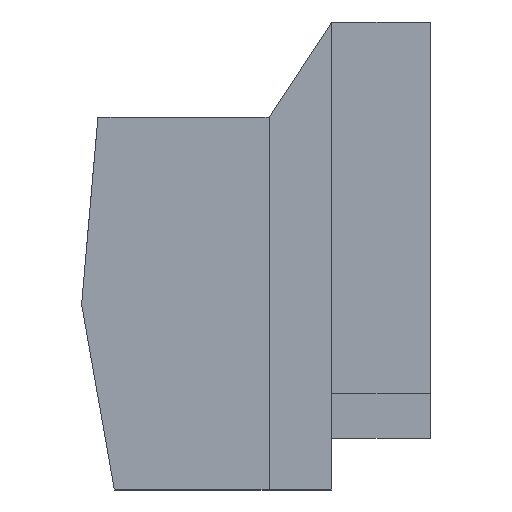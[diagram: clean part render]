
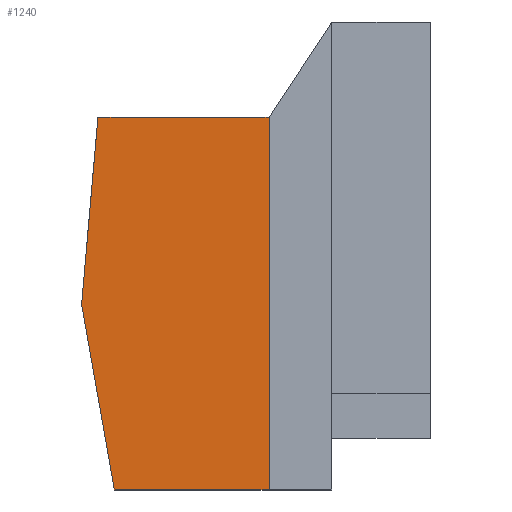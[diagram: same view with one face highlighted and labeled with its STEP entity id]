
A CAD part, front view. The second image highlights one B-rep face of the part: STEP entity #1240.
In plain terms, the highlighted planar face has unit normal (0, -1, 0).
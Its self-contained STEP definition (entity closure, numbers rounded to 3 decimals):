
#106=AXIS2_PLACEMENT_3D('Plane Axis2P3D',#103,#104,#105) ;
#103=CARTESIAN_POINT('Axis2P3D Location',(-27.6,-16.25,78.)) ;
#672=CARTESIAN_POINT('Line Origine',(-37.3,-16.25,34.375)) ;
#676=CARTESIAN_POINT('Vertex',(-37.3,-16.25,5.5)) ;
#678=CARTESIAN_POINT('Vertex',(-37.3,-16.25,63.25)) ;
#718=CARTESIAN_POINT('Vertex',(-47.,-16.25,63.25)) ;
#721=CARTESIAN_POINT('Line Origine',(-42.15,-16.25,63.25)) ;
#1206=CARTESIAN_POINT('Line Origine',(-55.402,-16.25,63.25)) ;
#1210=CARTESIAN_POINT('Vertex',(-63.804,-16.25,63.25)) ;
#1213=CARTESIAN_POINT('Line Origine',(-65.071,-16.25,48.765)) ;
#1217=CARTESIAN_POINT('Vertex',(-66.338,-16.25,34.28)) ;
#1220=CARTESIAN_POINT('Line Origine',(-63.801,-16.25,19.89)) ;
#1224=CARTESIAN_POINT('Vertex',(-61.264,-16.25,5.5)) ;
#1227=CARTESIAN_POINT('Line Origine',(-49.282,-16.25,5.5)) ;
#104=DIRECTION('Axis2P3D Direction',(-0.,1.,0.)) ;
#105=DIRECTION('Axis2P3D XDirection',(1.,0.,0.)) ;
#673=DIRECTION('Vector Direction',(0.,0.,1.)) ;
#722=DIRECTION('Vector Direction',(-1.,0.,0.)) ;
#1207=DIRECTION('Vector Direction',(-1.,0.,0.)) ;
#1214=DIRECTION('Vector Direction',(0.087,0.,0.996)) ;
#1221=DIRECTION('Vector Direction',(0.174,0.,-0.985)) ;
#1228=DIRECTION('Vector Direction',(-1.,0.,0.)) ;
#674=VECTOR('Line Direction',#673,1.) ;
#723=VECTOR('Line Direction',#722,1.) ;
#1208=VECTOR('Line Direction',#1207,1.) ;
#1215=VECTOR('Line Direction',#1214,1.) ;
#1222=VECTOR('Line Direction',#1221,1.) ;
#1229=VECTOR('Line Direction',#1228,1.) ;
#1233=ORIENTED_EDGE('',*,*,#680,.T.) ;
#1234=ORIENTED_EDGE('',*,*,#725,.T.) ;
#1235=ORIENTED_EDGE('',*,*,#1212,.T.) ;
#1236=ORIENTED_EDGE('',*,*,#1219,.F.) ;
#1237=ORIENTED_EDGE('',*,*,#1226,.T.) ;
#1238=ORIENTED_EDGE('',*,*,#1231,.F.) ;
#1240=ADVANCED_FACE('Hauptkoerper nicht benutzen',(#1239),#107,.F.) ;
#680=EDGE_CURVE('',#677,#679,#675,.T.) ;
#725=EDGE_CURVE('',#679,#719,#724,.T.) ;
#1212=EDGE_CURVE('',#719,#1211,#1209,.T.) ;
#1219=EDGE_CURVE('',#1218,#1211,#1216,.T.) ;
#1226=EDGE_CURVE('',#1218,#1225,#1223,.T.) ;
#1231=EDGE_CURVE('',#677,#1225,#1230,.T.) ;
#1232=EDGE_LOOP('',(#1233,#1234,#1235,#1236,#1237,#1238)) ;
#1239=FACE_OUTER_BOUND('',#1232,.T.) ;
#675=LINE('Line',#672,#674) ;
#724=LINE('Line',#721,#723) ;
#1209=LINE('Line',#1206,#1208) ;
#1216=LINE('Line',#1213,#1215) ;
#1223=LINE('Line',#1220,#1222) ;
#1230=LINE('Line',#1227,#1229) ;
#107=PLANE('Plane',#106) ;
#677=VERTEX_POINT('',#676) ;
#679=VERTEX_POINT('',#678) ;
#719=VERTEX_POINT('',#718) ;
#1211=VERTEX_POINT('',#1210) ;
#1218=VERTEX_POINT('',#1217) ;
#1225=VERTEX_POINT('',#1224) ;
